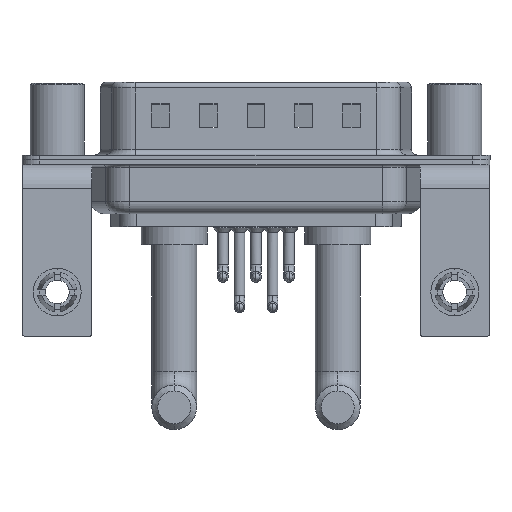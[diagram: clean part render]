
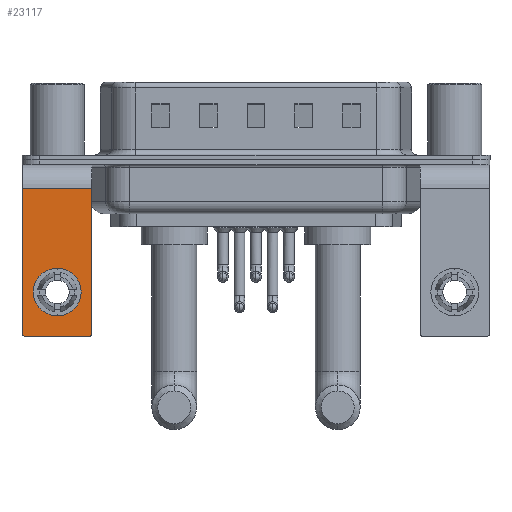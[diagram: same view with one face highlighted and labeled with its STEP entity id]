
A CAD part, front view. The second image highlights one B-rep face of the part: STEP entity #23117.
In plain terms, the highlighted planar face has unit normal (0, -1, 0).
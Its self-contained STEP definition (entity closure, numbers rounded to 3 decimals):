
#100 = DIRECTION ( 'NONE',  ( 0., 0., 1. ) ) ;
#391 = ORIENTED_EDGE ( 'NONE', *, *, #22197, .T. ) ;
#1410 = VERTEX_POINT ( 'NONE', #14604 ) ;
#1569 = CARTESIAN_POINT ( 'NONE',  ( -2.9, -6.25, -2.4 ) ) ;
#1762 = AXIS2_PLACEMENT_3D ( 'NONE', #19415, #10142, #11674 ) ;
#1771 = CARTESIAN_POINT ( 'NONE',  ( -2.9, -6.25, -14.55 ) ) ;
#2507 = CARTESIAN_POINT ( 'NONE',  ( -2.9, -6.25, -2.4 ) ) ;
#2543 = DIRECTION ( 'NONE',  ( -1., 0., 0. ) ) ;
#3025 = EDGE_CURVE ( 'NONE', #20666, #9211, #13840, .T. ) ;
#3066 = ORIENTED_EDGE ( 'NONE', *, *, #17595, .T. ) ;
#3076 = FACE_BOUND ( 'NONE', #20789, .T. ) ;
#3361 = ORIENTED_EDGE ( 'NONE', *, *, #6931, .T. ) ;
#3915 = DIRECTION ( 'NONE',  ( 0., -1., 0. ) ) ;
#4393 = CARTESIAN_POINT ( 'NONE',  ( 0., -6.25, -13.07 ) ) ;
#4397 = CIRCLE ( 'NONE', #18567, 0.25 ) ;
#4539 = VERTEX_POINT ( 'NONE', #21874 ) ;
#4564 = LINE ( 'NONE', #12305, #7111 ) ;
#4912 = VECTOR ( 'NONE', #18218, 1000. ) ;
#5031 = CARTESIAN_POINT ( 'NONE',  ( 0., -6.25, -9.07 ) ) ;
#5064 = CARTESIAN_POINT ( 'NONE',  ( -2.65, -6.25, -14.8 ) ) ;
#5288 = VECTOR ( 'NONE', #23615, 1000. ) ;
#6578 = CIRCLE ( 'NONE', #24414, 2. ) ;
#6821 = CARTESIAN_POINT ( 'NONE',  ( 2.9, -6.25, -2.4 ) ) ;
#6862 = PLANE ( 'NONE',  #24436 ) ;
#6931 = EDGE_CURVE ( 'NONE', #4539, #15450, #4564, .T. ) ;
#7111 = VECTOR ( 'NONE', #2543, 1000. ) ;
#7652 = EDGE_CURVE ( 'NONE', #10646, #9211, #24833, .T. ) ;
#8108 = ORIENTED_EDGE ( 'NONE', *, *, #3025, .F. ) ;
#8388 = ORIENTED_EDGE ( 'NONE', *, *, #7652, .T. ) ;
#9211 = VERTEX_POINT ( 'NONE', #5064 ) ;
#10049 = CARTESIAN_POINT ( 'NONE',  ( 2.9, -6.25, -14.8 ) ) ;
#10142 = DIRECTION ( 'NONE',  ( 0., -1., 0. ) ) ;
#10309 = CIRCLE ( 'NONE', #15173, 2. ) ;
#10484 = LINE ( 'NONE', #2507, #4912 ) ;
#10646 = VERTEX_POINT ( 'NONE', #1771 ) ;
#11674 = DIRECTION ( 'NONE',  ( 0., 0., 1. ) ) ;
#12305 = CARTESIAN_POINT ( 'NONE',  ( 2.9, -6.25, -2.4 ) ) ;
#12828 = CARTESIAN_POINT ( 'NONE',  ( 2.9, -6.25, -2.4 ) ) ;
#13410 = CARTESIAN_POINT ( 'NONE',  ( 2.65, -6.25, -14.55 ) ) ;
#13840 = LINE ( 'NONE', #10049, #5288 ) ;
#13903 = CARTESIAN_POINT ( 'NONE',  ( 2.65, -6.25, -14.8 ) ) ;
#13955 = DIRECTION ( 'NONE',  ( 0., 1., 0. ) ) ;
#14299 = DIRECTION ( 'NONE',  ( 0., 0., 1. ) ) ;
#14443 = DIRECTION ( 'NONE',  ( 0., 0., -1. ) ) ;
#14565 = EDGE_CURVE ( 'NONE', #20666, #1410, #4397, .T. ) ;
#14604 = CARTESIAN_POINT ( 'NONE',  ( 2.9, -6.25, -14.55 ) ) ;
#14734 = VERTEX_POINT ( 'NONE', #4393 ) ;
#15173 = AXIS2_PLACEMENT_3D ( 'NONE', #19680, #13955, #20030 ) ;
#15450 = VERTEX_POINT ( 'NONE', #1569 ) ;
#16269 = EDGE_CURVE ( 'NONE', #4539, #1410, #24091, .T. ) ;
#16892 = FACE_OUTER_BOUND ( 'NONE', #24690, .T. ) ;
#17370 = ORIENTED_EDGE ( 'NONE', *, *, #20338, .T. ) ;
#17595 = EDGE_CURVE ( 'NONE', #15450, #10646, #10484, .T. ) ;
#18113 = DIRECTION ( 'NONE',  ( 0., 1., 0. ) ) ;
#18218 = DIRECTION ( 'NONE',  ( 0., 0., -1. ) ) ;
#18567 = AXIS2_PLACEMENT_3D ( 'NONE', #13410, #3915, #100 ) ;
#19045 = VECTOR ( 'NONE', #14443, 1000. ) ;
#19415 = CARTESIAN_POINT ( 'NONE',  ( -2.65, -6.25, -14.55 ) ) ;
#19680 = CARTESIAN_POINT ( 'NONE',  ( 0., -6.25, -11.07 ) ) ;
#20030 = DIRECTION ( 'NONE',  ( 0., 0., 1. ) ) ;
#20338 = EDGE_CURVE ( 'NONE', #14734, #23910, #6578, .T. ) ;
#20666 = VERTEX_POINT ( 'NONE', #13903 ) ;
#20789 = EDGE_LOOP ( 'NONE', ( #17370, #391 ) ) ;
#21521 = ORIENTED_EDGE ( 'NONE', *, *, #14565, .T. ) ;
#21874 = CARTESIAN_POINT ( 'NONE',  ( 2.9, -6.25, -2.4 ) ) ;
#22051 = CARTESIAN_POINT ( 'NONE',  ( 0., -6.25, -11.07 ) ) ;
#22197 = EDGE_CURVE ( 'NONE', #23910, #14734, #10309, .T. ) ;
#23117 = ADVANCED_FACE ( 'NONE', ( #3076, #16892 ), #6862, .F. ) ;
#23615 = DIRECTION ( 'NONE',  ( -1., 0., 0. ) ) ;
#23910 = VERTEX_POINT ( 'NONE', #5031 ) ;
#24091 = LINE ( 'NONE', #6821, #19045 ) ;
#24414 = AXIS2_PLACEMENT_3D ( 'NONE', #22051, #18113, #14299 ) ;
#24436 = AXIS2_PLACEMENT_3D ( 'NONE', #12828, #24508, #24627 ) ;
#24508 = DIRECTION ( 'NONE',  ( 0., 1., 0. ) ) ;
#24627 = DIRECTION ( 'NONE',  ( 0., 0., 1. ) ) ;
#24690 = EDGE_LOOP ( 'NONE', ( #3066, #8388, #8108, #21521, #24866, #3361 ) ) ;
#24833 = CIRCLE ( 'NONE', #1762, 0.25 ) ;
#24866 = ORIENTED_EDGE ( 'NONE', *, *, #16269, .F. ) ;
